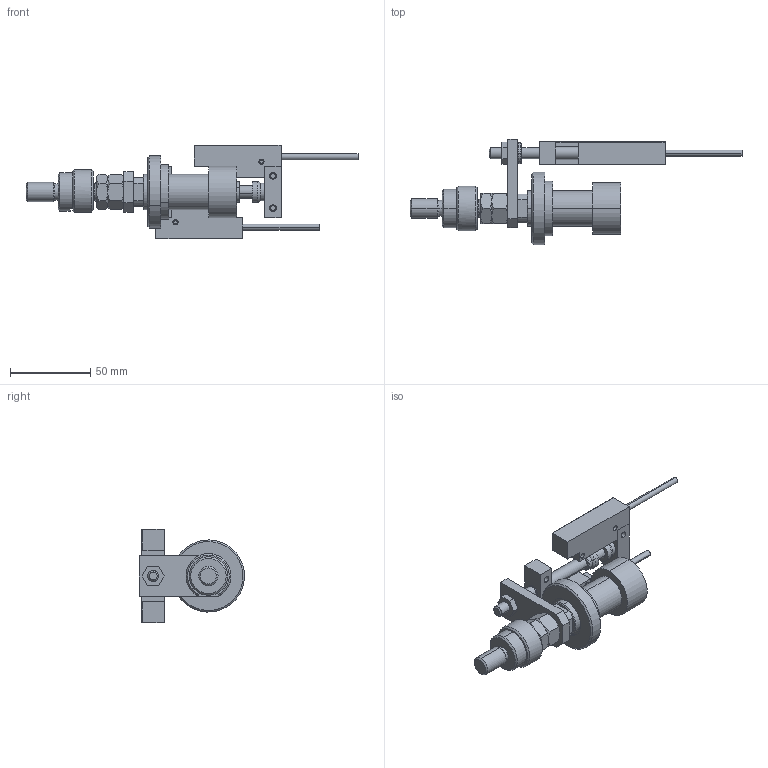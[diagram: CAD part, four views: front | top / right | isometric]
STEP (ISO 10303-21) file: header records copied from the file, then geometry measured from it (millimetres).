
FILE_DESCRIPTION (( 'STEP AP203' ), '1' );
FILE_NAME ('685f.STEP', '2022-04-17T10:46:54', ( '' ), ( '' ), 'SwSTEP 2.0', 'SolidWorks 2019', '' );
FILE_SCHEMA (( 'CONFIG_CONTROL_DESIGN' ));
Length unit declared in the file: millimetre
Products named in the file (18): MFA 485b76db614f30cf1c089c03faa77ee9; NUT_D12 485b76db614f30cf1c089c03faa77ee9; SWITCH X 485b76db614f30cf1c089c03faa77ee9; TYC_L79 485b76db614f30cf1c089c03faa77ee9; SWITCH DIM B,W 485b76db614f30cf1c089c03faa77ee9; KONCOVKA 485b76db614f30cf1c089c03faa77ee9; ALLEN BOLT D5 485b76db614f30cf1c089c03faa77ee9; FEMALE_PART_FOR_DFA 485b76db614f30cf1c089c03faa77ee9; V450CM_C_Body 485b76db614f30cf1c089c03faa77ee9; ALLEN BOLT D8 485b76db614f30cf1c089c03faa77ee9; MAGNET 485b76db614f30cf1c089c03faa77ee9; Block 485b76db614f30cf1c089c03faa77ee9; V450CM_C_VCP 485b76db614f30cf1c089c03faa77ee9; V450CM_VC_B 485b76db614f30cf1c089c03faa77ee9; 685f; ZARAZKA 485b76db614f30cf1c089c03faa77ee9; SWITCH_X_FRONT_BACK 485b76db614f30cf1c089c03faa77ee9; X_Y_DFA 485b76db614f30cf1c089c03faa77ee9
Assembly tree (27 placements, depth 3):
  685f
    V450CM_C_Body 485b76db614f30cf1c089c03faa77ee9
    SWITCH X 485b76db614f30cf1c089c03faa77ee9
      SWITCH_X_FRONT_BACK 485b76db614f30cf1c089c03faa77ee9  x2
      TYC_L79 485b76db614f30cf1c089c03faa77ee9
      Block 485b76db614f30cf1c089c03faa77ee9  x2
      ALLEN BOLT D5 485b76db614f30cf1c089c03faa77ee9  x4
      ALLEN BOLT D8 485b76db614f30cf1c089c03faa77ee9  x4
      MAGNET 485b76db614f30cf1c089c03faa77ee9  x2
      KONCOVKA 485b76db614f30cf1c089c03faa77ee9  x2
    NUT_D12 485b76db614f30cf1c089c03faa77ee9
    SWITCH DIM B,W 485b76db614f30cf1c089c03faa77ee9
    ZARAZKA 485b76db614f30cf1c089c03faa77ee9
    V450CM_C_VCP 485b76db614f30cf1c089c03faa77ee9
    V450CM_VC_B 485b76db614f30cf1c089c03faa77ee9
    X_Y_DFA 485b76db614f30cf1c089c03faa77ee9
      FEMALE_PART_FOR_DFA 485b76db614f30cf1c089c03faa77ee9
      MFA 485b76db614f30cf1c089c03faa77ee9
Bounding box: 207 x 65.48 x 58 mm (x, y, z)
Volume: 107608.2 mm3; surface area: 43423.3 mm2
Topology: 24 solids, 24 shells, 550 faces, 1140 edges, 661 vertices
Faces by surface type: plane 195, cylinder 159, cone 144, torus 48, sphere 4
Entity records: 53496 total; most frequent: CARTESIAN_POINT 26797, ORIENTED_EDGE 5584, DIRECTION 3914, EDGE_CURVE 2792, VERTEX_POINT 1811, LINE 1554, VECTOR 1554, EDGE_LOOP 1301
